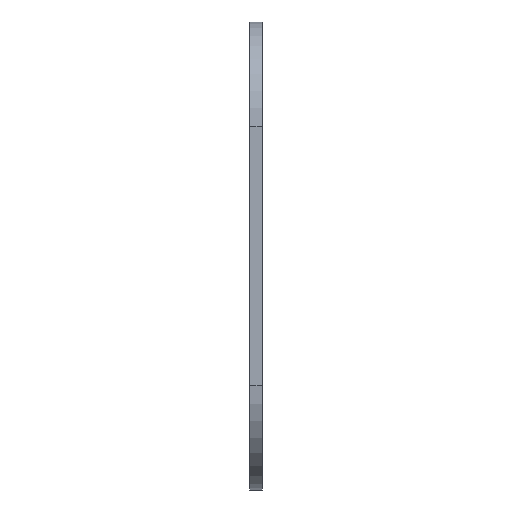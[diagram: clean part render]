
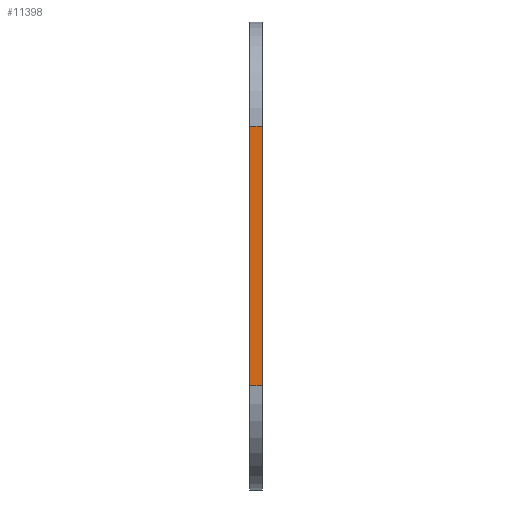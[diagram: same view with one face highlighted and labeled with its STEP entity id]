
A CAD part, left-side view. The second image highlights one B-rep face of the part: STEP entity #11398.
In plain terms, the highlighted planar face has unit normal (-1, 0, 0).
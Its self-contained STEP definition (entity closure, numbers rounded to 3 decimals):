
#991=PLANE('',#12888);
#1486=FACE_OUTER_BOUND('',#1984,.T.);
#1984=EDGE_LOOP('',(#9397,#9398,#9399,#9400));
#3458=LINE('',#19310,#3962);
#3459=LINE('',#19313,#3963);
#3460=LINE('',#19315,#3964);
#3461=LINE('',#19316,#3965);
#3962=VECTOR('',#16328,10.);
#3963=VECTOR('',#16331,10.);
#3964=VECTOR('',#16332,10.);
#3965=VECTOR('',#16333,10.);
#5938=VERTEX_POINT('',#19304);
#5940=VERTEX_POINT('',#19308);
#5941=VERTEX_POINT('',#19312);
#5942=VERTEX_POINT('',#19314);
#7420=EDGE_CURVE('',#5938,#5940,#3458,.T.);
#7421=EDGE_CURVE('',#5938,#5941,#3459,.T.);
#7422=EDGE_CURVE('',#5942,#5940,#3460,.T.);
#7423=EDGE_CURVE('',#5941,#5942,#3461,.T.);
#9397=ORIENTED_EDGE('',*,*,#7421,.F.);
#9398=ORIENTED_EDGE('',*,*,#7420,.T.);
#9399=ORIENTED_EDGE('',*,*,#7422,.F.);
#9400=ORIENTED_EDGE('',*,*,#7423,.F.);
#11398=ADVANCED_FACE('',(#1486),#991,.T.);
#12888=AXIS2_PLACEMENT_3D('',#19311,#16329,#16330);
#16328=DIRECTION('',(0.,1.,0.));
#16329=DIRECTION('center_axis',(-1.,0.,0.));
#16330=DIRECTION('ref_axis',(0.,0.,1.));
#16331=DIRECTION('',(0.,0.,-1.));
#16332=DIRECTION('',(0.,0.,1.));
#16333=DIRECTION('',(0.,1.,0.));
#19304=CARTESIAN_POINT('',(-45.72,0.,15.748));
#19308=CARTESIAN_POINT('',(-45.72,1.57,15.748));
#19310=CARTESIAN_POINT('',(-45.72,0.,15.748));
#19311=CARTESIAN_POINT('Origin',(-45.72,0.,-15.748));
#19312=CARTESIAN_POINT('',(-45.72,0.,-15.748));
#19313=CARTESIAN_POINT('',(-45.72,0.,15.748));
#19314=CARTESIAN_POINT('',(-45.72,1.57,-15.748));
#19315=CARTESIAN_POINT('',(-45.72,1.57,15.748));
#19316=CARTESIAN_POINT('',(-45.72,0.,-15.748));
